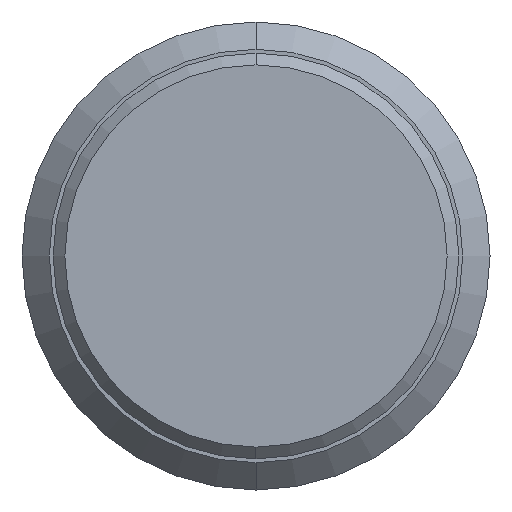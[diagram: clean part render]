
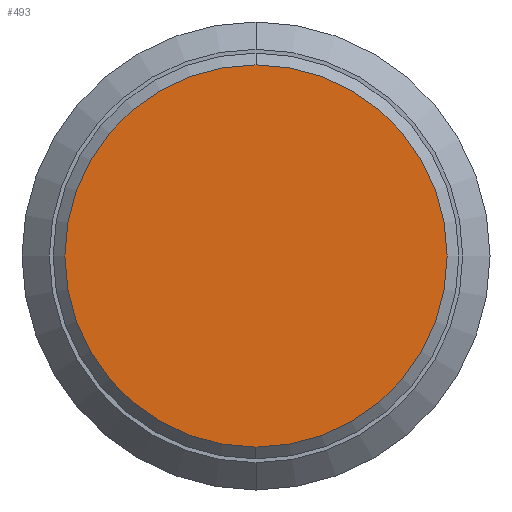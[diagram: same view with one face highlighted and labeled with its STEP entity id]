
A CAD part, front view. The second image highlights one B-rep face of the part: STEP entity #493.
In plain terms, the highlighted planar face has unit normal (0, -1, 0).
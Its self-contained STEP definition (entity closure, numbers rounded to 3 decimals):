
#493=ADVANCED_FACE('',(#1100),#1101,.T.);
#1100=FACE_OUTER_BOUND('',#1816,.T.);
#1101=PLANE('',#1817);
#1816=EDGE_LOOP('',(#3182,#3183));
#1817=AXIS2_PLACEMENT_3D('',#3184,#3185,#3186);
#3182=ORIENTED_EDGE('',*,*,#4459,.T.);
#3183=ORIENTED_EDGE('',*,*,#4588,.T.);
#3184=CARTESIAN_POINT('',(0.0,-8.0,2.45));
#3185=DIRECTION('',(0.0,-1.0,0.0));
#3186=DIRECTION('',(0.0,0.0,1.0));
#4459=EDGE_CURVE('',#5403,#5405,#5407,.T.);
#4588=EDGE_CURVE('',#5405,#5403,#5591,.T.);
#5403=VERTEX_POINT('',#7057);
#5405=VERTEX_POINT('',#7060);
#5407=CIRCLE('',#7063,4.9);
#5591=CIRCLE('',#7487,4.9);
#7057=CARTESIAN_POINT('',(0.0,-8.0,4.9));
#7060=CARTESIAN_POINT('',(0.,-8.0,-4.9));
#7063=AXIS2_PLACEMENT_3D('',#8288,#8289,#8290);
#7487=AXIS2_PLACEMENT_3D('',#8465,#8466,#8467);
#8288=CARTESIAN_POINT('',(0.0,-8.0,0.0));
#8289=DIRECTION('',(0.0,-1.0,0.0));
#8290=DIRECTION('',(0.0,0.0,1.0));
#8465=CARTESIAN_POINT('',(0.0,-8.0,0.0));
#8466=DIRECTION('',(0.0,-1.0,0.0));
#8467=DIRECTION('',(0.0,0.0,1.0));
